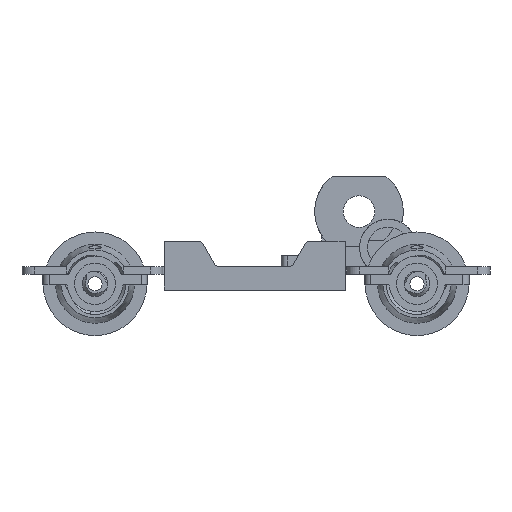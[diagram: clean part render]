
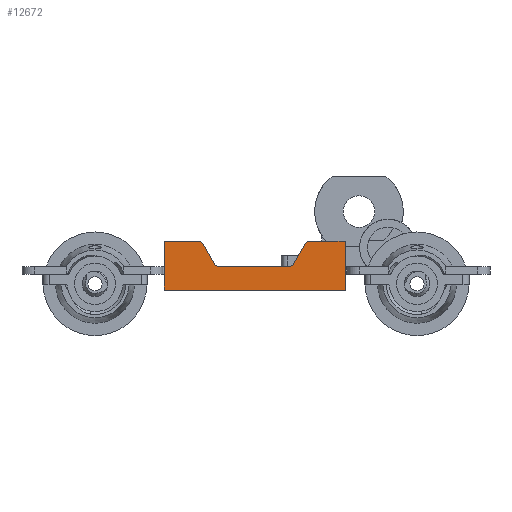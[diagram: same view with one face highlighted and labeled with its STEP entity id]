
A CAD part, left-side view. The second image highlights one B-rep face of the part: STEP entity #12672.
In plain terms, the highlighted planar face has unit normal (-1, 0, 0).
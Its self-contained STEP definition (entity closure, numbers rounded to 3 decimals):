
#481=PLANE('',#13763);
#1054=FACE_OUTER_BOUND('',#1796,.T.);
#1796=EDGE_LOOP('',(#10663,#10664,#10665,#10666,#10667,#10668,#10669,#10670,
#10671,#10672,#10673,#10674));
#2833=LINE('',#20608,#4067);
#2836=LINE('',#20614,#4070);
#2838=LINE('',#20617,#4072);
#2925=LINE('',#20832,#4159);
#2926=LINE('',#20834,#4160);
#2927=LINE('',#20838,#4161);
#2928=LINE('',#20842,#4162);
#2929=LINE('',#20845,#4163);
#4067=VECTOR('',#16526,10.);
#4070=VECTOR('',#16531,10.);
#4072=VECTOR('',#16535,10.);
#4159=VECTOR('',#16734,10.);
#4160=VECTOR('',#16735,10.);
#4161=VECTOR('',#16738,10.);
#4162=VECTOR('',#16741,10.);
#4163=VECTOR('',#16744,10.);
#4933=CIRCLE('',#13761,2.);
#4935=CIRCLE('',#13764,2.);
#4936=CIRCLE('',#13765,2.);
#4937=CIRCLE('',#13766,2.);
#5895=VERTEX_POINT('',#20605);
#5896=VERTEX_POINT('',#20607);
#5897=VERTEX_POINT('',#20611);
#5898=VERTEX_POINT('',#20613);
#5967=VERTEX_POINT('',#20823);
#5968=VERTEX_POINT('',#20824);
#5971=VERTEX_POINT('',#20833);
#5972=VERTEX_POINT('',#20835);
#5973=VERTEX_POINT('',#20837);
#5974=VERTEX_POINT('',#20839);
#5975=VERTEX_POINT('',#20841);
#5976=VERTEX_POINT('',#20843);
#7501=EDGE_CURVE('',#5896,#5895,#2833,.T.);
#7504=EDGE_CURVE('',#5897,#5898,#2836,.F.);
#7506=EDGE_CURVE('',#5896,#5897,#2838,.T.);
#7611=EDGE_CURVE('',#5967,#5968,#4933,.T.);
#7615=EDGE_CURVE('',#5898,#5967,#2925,.F.);
#7616=EDGE_CURVE('',#5971,#5895,#2926,.F.);
#7617=EDGE_CURVE('',#5972,#5971,#4935,.T.);
#7618=EDGE_CURVE('',#5973,#5972,#2927,.T.);
#7619=EDGE_CURVE('',#5974,#5973,#4936,.T.);
#7620=EDGE_CURVE('',#5975,#5974,#2928,.T.);
#7621=EDGE_CURVE('',#5976,#5975,#4937,.T.);
#7622=EDGE_CURVE('',#5968,#5976,#2929,.T.);
#10663=ORIENTED_EDGE('',*,*,#7611,.F.);
#10664=ORIENTED_EDGE('',*,*,#7615,.F.);
#10665=ORIENTED_EDGE('',*,*,#7504,.F.);
#10666=ORIENTED_EDGE('',*,*,#7506,.F.);
#10667=ORIENTED_EDGE('',*,*,#7501,.T.);
#10668=ORIENTED_EDGE('',*,*,#7616,.F.);
#10669=ORIENTED_EDGE('',*,*,#7617,.F.);
#10670=ORIENTED_EDGE('',*,*,#7618,.F.);
#10671=ORIENTED_EDGE('',*,*,#7619,.F.);
#10672=ORIENTED_EDGE('',*,*,#7620,.F.);
#10673=ORIENTED_EDGE('',*,*,#7621,.F.);
#10674=ORIENTED_EDGE('',*,*,#7622,.F.);
#12672=ADVANCED_FACE('',(#1054),#481,.F.);
#13761=AXIS2_PLACEMENT_3D('',#20825,#16726,#16727);
#13763=AXIS2_PLACEMENT_3D('',#20831,#16732,#16733);
#13764=AXIS2_PLACEMENT_3D('',#20836,#16736,#16737);
#13765=AXIS2_PLACEMENT_3D('',#20840,#16739,#16740);
#13766=AXIS2_PLACEMENT_3D('',#20844,#16742,#16743);
#16526=DIRECTION('',(0.,0.,1.));
#16531=DIRECTION('',(0.,0.,-1.));
#16535=DIRECTION('',(0.,1.,0.));
#16726=DIRECTION('center_axis',(1.,0.,0.));
#16727=DIRECTION('ref_axis',(0.,-0.5,0.866));
#16732=DIRECTION('center_axis',(1.,0.,0.));
#16733=DIRECTION('ref_axis',(0.,1.,0.));
#16734=DIRECTION('',(0.,1.,0.));
#16735=DIRECTION('',(0.,1.,0.));
#16736=DIRECTION('center_axis',(1.,0.,0.));
#16737=DIRECTION('ref_axis',(0.,0.5,0.866));
#16738=DIRECTION('',(0.,-0.5,0.866));
#16739=DIRECTION('center_axis',(-1.,0.,0.));
#16740=DIRECTION('ref_axis',(0.,-0.5,-0.866));
#16741=DIRECTION('',(0.,-1.,0.));
#16742=DIRECTION('center_axis',(-1.,0.,0.));
#16743=DIRECTION('ref_axis',(0.,0.5,-0.866));
#16744=DIRECTION('',(0.,-0.5,-0.866));
#20605=CARTESIAN_POINT('',(-48.2,-28.775,10.6));
#20607=CARTESIAN_POINT('',(-48.2,-28.775,-5.));
#20608=CARTESIAN_POINT('',(-48.2,-28.775,-5.));
#20611=CARTESIAN_POINT('',(-48.2,28.775,-5.));
#20613=CARTESIAN_POINT('',(-48.2,28.775,10.6));
#20614=CARTESIAN_POINT('',(-48.2,28.775,-5.));
#20617=CARTESIAN_POINT('',(-48.2,18.1,-5.));
#20823=CARTESIAN_POINT('',(-48.2,18.155,10.6));
#20824=CARTESIAN_POINT('',(-48.2,16.423,9.6));
#20825=CARTESIAN_POINT('Origin',(-48.2,18.155,8.6));
#20831=CARTESIAN_POINT('Origin',(-48.2,0.,-5.));
#20832=CARTESIAN_POINT('',(-48.2,7.375,10.6));
#20833=CARTESIAN_POINT('',(-48.2,-17.655,10.6));
#20834=CARTESIAN_POINT('',(-48.2,7.375,10.6));
#20835=CARTESIAN_POINT('',(-48.2,-15.923,9.6));
#20836=CARTESIAN_POINT('Origin',(-48.2,-17.655,8.6));
#20837=CARTESIAN_POINT('',(-48.2,-12.401,3.5));
#20838=CARTESIAN_POINT('',(-48.2,-9.891,-0.847));
#20839=CARTESIAN_POINT('',(-48.2,-10.669,2.5));
#20840=CARTESIAN_POINT('Origin',(-48.2,-10.669,4.5));
#20841=CARTESIAN_POINT('',(-48.2,11.169,2.5));
#20842=CARTESIAN_POINT('',(-48.2,17.,2.5));
#20843=CARTESIAN_POINT('',(-48.2,12.901,3.5));
#20844=CARTESIAN_POINT('Origin',(-48.2,11.169,4.5));
#20845=CARTESIAN_POINT('',(-48.2,10.328,-0.956));
